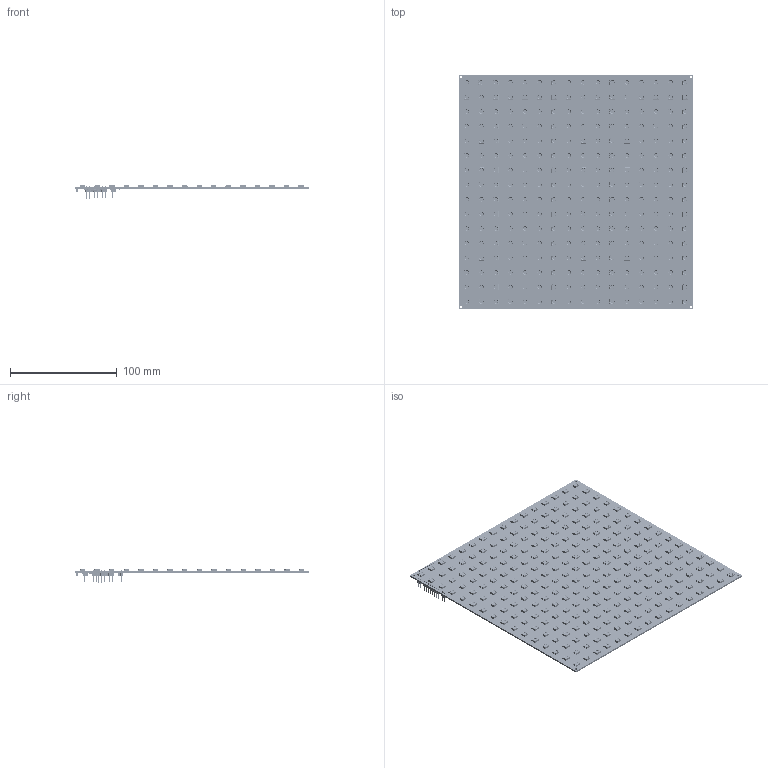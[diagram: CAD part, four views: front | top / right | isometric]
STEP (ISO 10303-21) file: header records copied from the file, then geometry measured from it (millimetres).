
FILE_DESCRIPTION(('KiCad electronic assembly'),'2;1');
FILE_NAME('main_led_pcb.step','2019-12-29T13:05:38',('An Author'),( 'A Company'),'Open CASCADE STEP processor 6.9', 'KiCad to STEP converter','Unknown');
FILE_SCHEMA(('AUTOMOTIVE_DESIGN { 1 0 10303 214 1 1 1 1 }'));
Length unit declared in the file: millimetre
Products named in the file (20): Open CASCADE STEP translator 6.9 1; LED_WS2812_PLCC6_5.0x5.0mm_P1.6mm; SOLID; PinHeader_2x03_P2.54mm_Vertical_SMD; PinHeader_1x08_P2.54mm_Vertical; R_0805_2012Metric; PinHeader_1x02_P2.54mm_Vertical; LED_1206_3216Metric; C_0805_2012Metric; SOT-223; QFN-32-1EP_5x5mm_P0.5mm_EP3.1x3.1mm; COMPOUND
Assembly tree (544 placements, depth 3):
  Open CASCADE STEP translator 6.9 1
    LED_WS2812_PLCC6_5.0x5.0mm_P1.6mm  x256
      SOLID
    PinHeader_2x03_P2.54mm_Vertical_SMD
      SOLID
    PinHeader_1x08_P2.54mm_Vertical  x2
      SOLID
    R_0805_2012Metric  x262
      SOLID
    PinHeader_1x02_P2.54mm_Vertical  x3
      SOLID
    LED_1206_3216Metric  x3
      SOLID
    C_0805_2012Metric  x5
      SOLID
    SOT-223
      SOLID
    QFN-32-1EP_5x5mm_P0.5mm_EP3.1x3.1mm
      SOLID
    COMPOUND
Bounding box: 220 x 220 x 12.85 mm (x, y, z)
Volume: 88589.7 mm3; surface area: 128361.4 mm2
Topology: 535 solids, 535 shells, 32178 faces, 94091 edges, 61774 vertices
Faces by surface type: plane 21997, cylinder 9909, cone 256, bspline 16
Full cylindrical faces by diameter (mm): 0.4 x1, 1 x22, 2.2 x4, 3.333 x256
Entity records: 70068 total; most frequent: CARTESIAN_POINT 11265, DIRECTION 10108, LINE 6728, VECTOR 6728, ORIENTED_EDGE 4800, PCURVE 4800, DEFINITIONAL_REPRESENTATION 4800, EDGE_CURVE 2400
